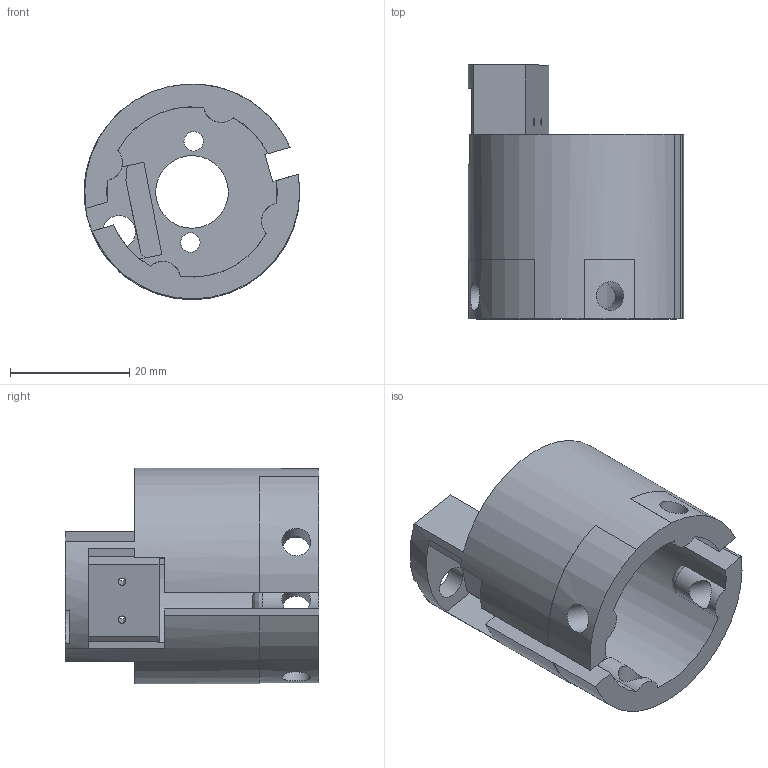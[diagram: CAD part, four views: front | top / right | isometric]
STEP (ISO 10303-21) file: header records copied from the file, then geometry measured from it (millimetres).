
FILE_DESCRIPTION(/* description */ (''),/* implementation_level */ '2;1');
FILE_NAME(/* name */ 'Rotary Motor Mount with Ball Bearing Limit Switch v1.step',/* time_stamp */ '2022-04-06T19:47:54-04:00',/* author */ (''),/* organization */ (''),/* preprocessor_version */ 'ST-DEVELOPER v18.1',/* originating_system */ 'Autodesk Translation Framework v10.14.0.1471',/* authorisation */ '');
FILE_SCHEMA (('AUTOMOTIVE_DESIGN { 1 0 10303 214 3 1 1 }'));
Length unit declared in the file: inch
Products named in the file (1): Rotary Motor Mount with Ball Bearing Limit Switch
Bounding box: 36.19 x 42.62 x 36.17 mm (x, y, z)
Volume: 13740.2 mm3; surface area: 9116.3 mm2
Topology: 1 solids, 1 shells, 81 faces, 242 edges, 160 vertices
Faces by surface type: plane 45, cylinder 32, bspline 4
Full cylindrical faces by diameter (mm): 1.245 x1, 1.25 x1, 3.262 x2, 4.826 x4, 5.5 x1
Entity records: 3225 total; most frequent: CARTESIAN_POINT 940, ORIENTED_EDGE 484, DIRECTION 455, EDGE_CURVE 242, VERTEX_POINT 160, AXIS2_PLACEMENT_3D 159, LINE 137, VECTOR 137
